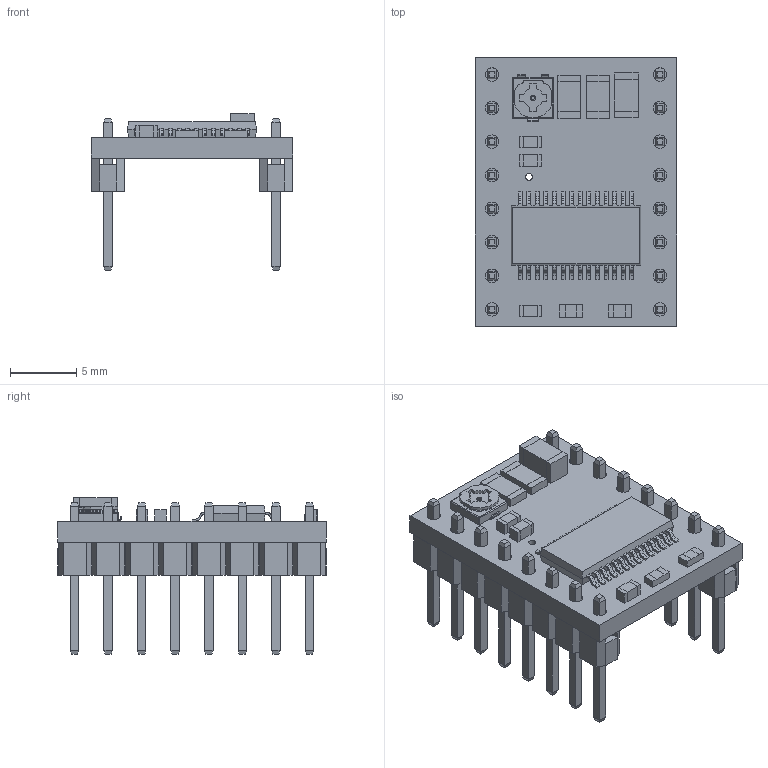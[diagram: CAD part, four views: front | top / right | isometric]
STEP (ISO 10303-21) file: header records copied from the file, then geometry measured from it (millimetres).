
FILE_DESCRIPTION (( 'STEP AP214' ), '1' );
FILE_NAME ('md20b.step', '2025-03-04T23:13:50', ( '' ), ( '' ), 'SwSTEP 2.0', 'SolidWorks 2025', '' );
FILE_SCHEMA (( 'AUTOMOTIVE_DESIGN' ));
Length unit declared in the file: millimetre
Products named in the file (1): md20b
Bounding box: 15.24 x 20.32 x 11.87 mm (x, y, z)
Volume: 821.9 mm3; surface area: 1806 mm2
Topology: 3 solids, 3 shells, 1445 faces, 3917 edges, 2532 vertices
Faces by surface type: plane 1088, bspline 176, cylinder 171, torus 6, sphere 4
Entity records: 62885 total; most frequent: CARTESIAN_POINT 15795, ORIENTED_EDGE 7826, DIRECTION 6431, EDGE_CURVE 3913, VECTOR 3183, LINE 3183, VERTEX_POINT 2532, AXIS2_PLACEMENT_3D 1624
